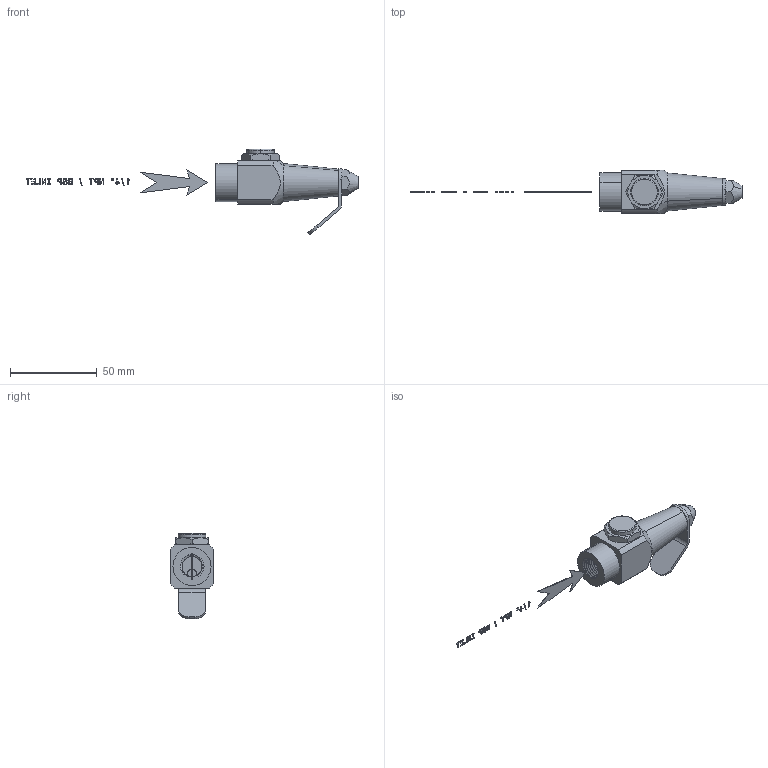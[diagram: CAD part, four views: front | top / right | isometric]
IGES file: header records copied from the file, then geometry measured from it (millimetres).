
Start section: START RECORD GO HERE.
Global section: file name: BlowGun_Outline_Push Button.igs; native system: DASSAULT SYSTEMES CATIA V5 R20 - www.3ds.com; preprocessor: CATIA Version 5 Release 20 ; author: Chirag Shah; organization: INTRITECH; date: 20180505.141527; units: millimetre
Bounding box: 191.85 x 25 x 49.53 mm (x, y, z)
Volume: 31212.8 mm3; surface area: 11558.5 mm2
Topology: 22 solids, 22 shells, 426 faces, 1101 edges, 726 vertices
Faces by surface type: plane 329, revolution 66, bspline 31
